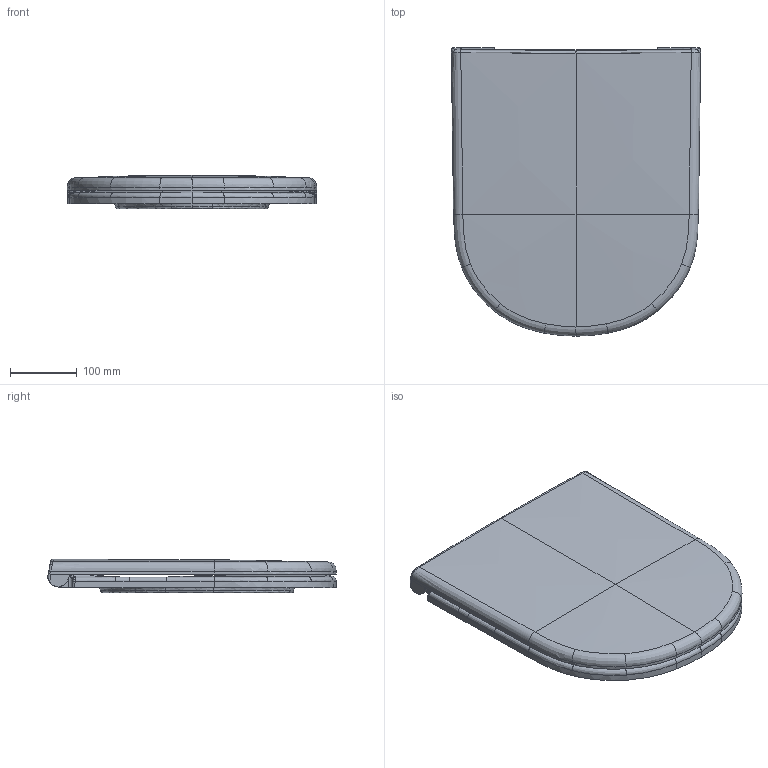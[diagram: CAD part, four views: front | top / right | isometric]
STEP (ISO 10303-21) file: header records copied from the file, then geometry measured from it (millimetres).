
FILE_DESCRIPTION(/* description */ (''),/* implementation_level */ '2;1');
FILE_NAME(/* name */ '002811_002819_002821_002829_D',/* time_stamp */ '2024-11-05T08:21:24+01:00',/* author */ (''),/* organization */ (''),/* preprocessor_version */ 'ST-DEVELOPER v15',/* originating_system */ '',/* authorisation */ '');
FILE_SCHEMA (('AUTOMOTIVE_DESIGN'));
Length unit declared in the file: millimetre
Products named in the file (1): Document
Bounding box: 375.13 x 433.46 x 49.95 mm (x, y, z)
Volume: 1801136.1 mm3; surface area: 573542.9 mm2
Topology: 2 solids, 2 shells, 558 faces, 1359 edges, 805 vertices
Faces by surface type: bspline 538, plane 20
Entity records: 34416 total; most frequent: CARTESIAN_POINT 25946, ORIENTED_EDGE 2718, EDGE_CURVE 1359, B_SPLINE_CURVE_WITH_KNOTS 1284, VERTEX_POINT 805, EDGE_LOOP 560, ADVANCED_FACE 558, FACE_OUTER_BOUND 558
